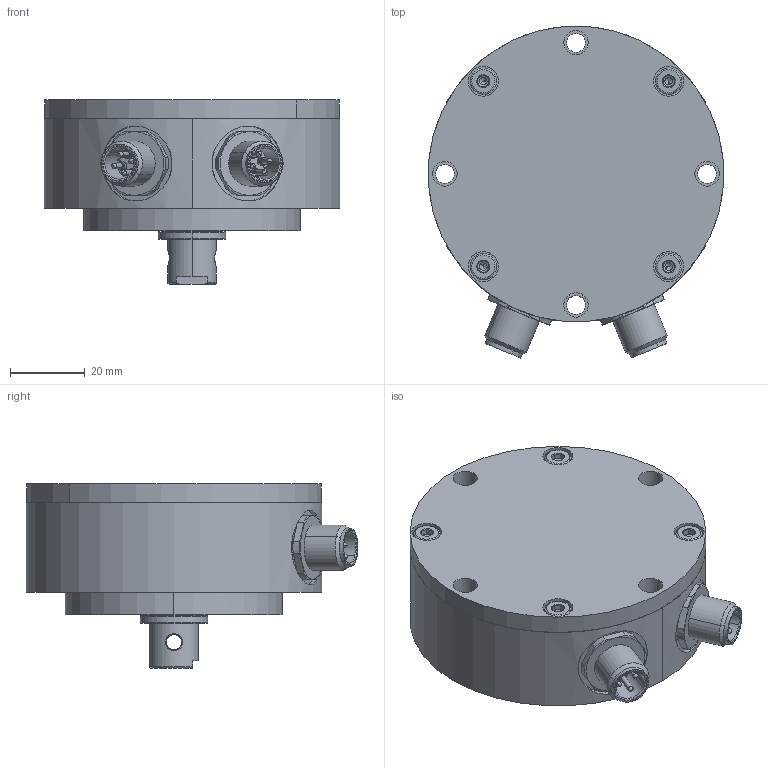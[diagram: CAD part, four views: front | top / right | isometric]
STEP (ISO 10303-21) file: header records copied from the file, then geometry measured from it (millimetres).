
FILE_DESCRIPTION (( 'STEP AP214' ), '1' );
FILE_NAME ('PWG 79 R XXX-1010-A01.STEP', '2022-04-12T09:55:25', ( '' ), ( '' ), 'SwSTEP 2.0', 'SolidWorks 2017', '' );
FILE_SCHEMA (( 'AUTOMOTIVE_DESIGN' ));
Length unit declared in the file: millimetre
Products named in the file (6): Welle_1_414607_F鄄_KUNDEN; M4x8_flacher Kopf; 414009_PWG 79S_flansch_Gehäuse_2 Loch; Steckverbinder_M12_M16; 414204_PWG 79 Deckel_F鄄_KUNDEN; PWG 79 R XXX-1010-A01
Assembly tree (9 placements, depth 2):
  PWG 79 R XXX-1010-A01
    414009_PWG 79S_flansch_Gehäuse_2 Loch
    414204_PWG 79 Deckel_F鄄_KUNDEN
    Welle_1_414607_F鄄_KUNDEN
    Steckverbinder_M12_M16  x2
    M4x8_flacher Kopf  x4
Bounding box: 79 x 88.63 x 49.2 mm (x, y, z)
Volume: 124200.3 mm3; surface area: 42508.8 mm2
Topology: 9 solids, 9 shells, 912 faces, 2191 edges, 1355 vertices
Faces by surface type: plane 348, cylinder 250, bspline 188, cone 120, torus 6
Entity records: 21841 total; most frequent: CARTESIAN_POINT 6511, ORIENTED_EDGE 2264, DIRECTION 2209, EDGE_CURVE 1132, AXIS2_PLACEMENT_3D 850, VERTEX_POINT 724, EDGE_LOOP 556, VECTOR 509
